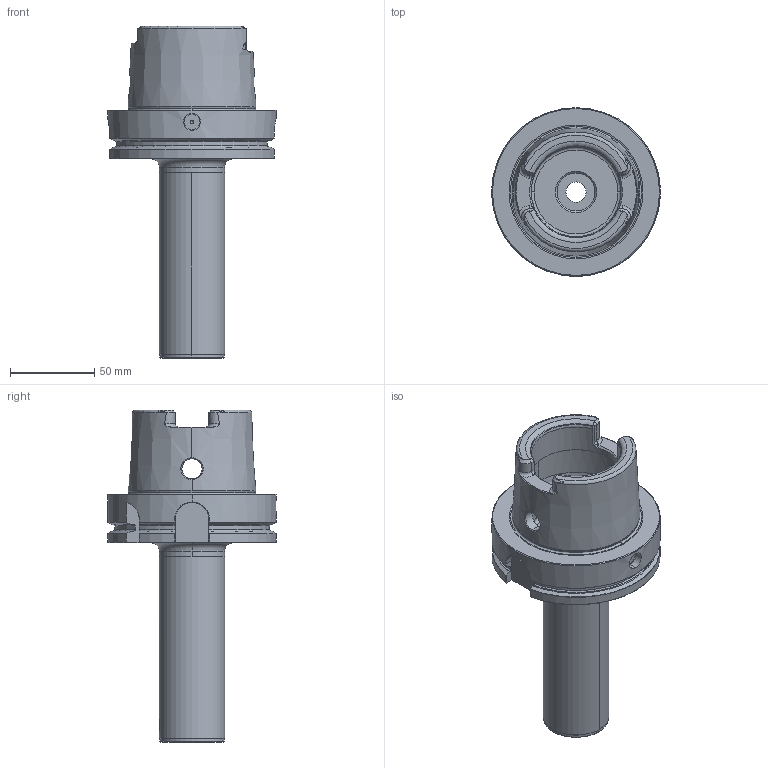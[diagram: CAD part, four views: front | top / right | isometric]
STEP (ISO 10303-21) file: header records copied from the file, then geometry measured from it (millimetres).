
FILE_DESCRIPTION(('no description'),'unknown implementation level');
FILE_NAME('C662ECC3-66F3-46DE-85E8-DE49D6BAD821_export.stp',' ',('CIMSOURCE GmbH'),('CADClick - KiM GmbH - www.kimweb.de'),'unknown preprocess','ACIS','unknown authorization');
FILE_SCHEMA(('automotive_design'));
Length unit declared in the file: millimetre
Products named in the file (2): 324.541 Kaiser HSK-A100xCK4x100|690.434 Kaiser ETL M8 X 11 CK4;Schnitt-Linear austragen2; 324.541 Kaiser HSK-A100xCK4x100|324.541 Kaiser HSK-A100xCK4x100;Schnitt-Rotation4
Bounding box: 99.93 x 99.93 x 196.9 mm (x, y, z)
Volume: 367543.2 mm3; surface area: 70010.9 mm2
Topology: 2 solids, 2 shells, 290 faces, 748 edges, 462 vertices
Faces by surface type: cone 89, plane 79, cylinder 68, torus 36, bspline 18
Entity records: 20305 total; most frequent: CARTESIAN_POINT 5124, STYLED_ITEM 1498, PRESENTATION_STYLE_ASSIGNMENT 1498, COLOUR_RGB 1498, ORIENTED_EDGE 1488, DIRECTION 1381, EDGE_CURVE 744, CURVE_STYLE 744
